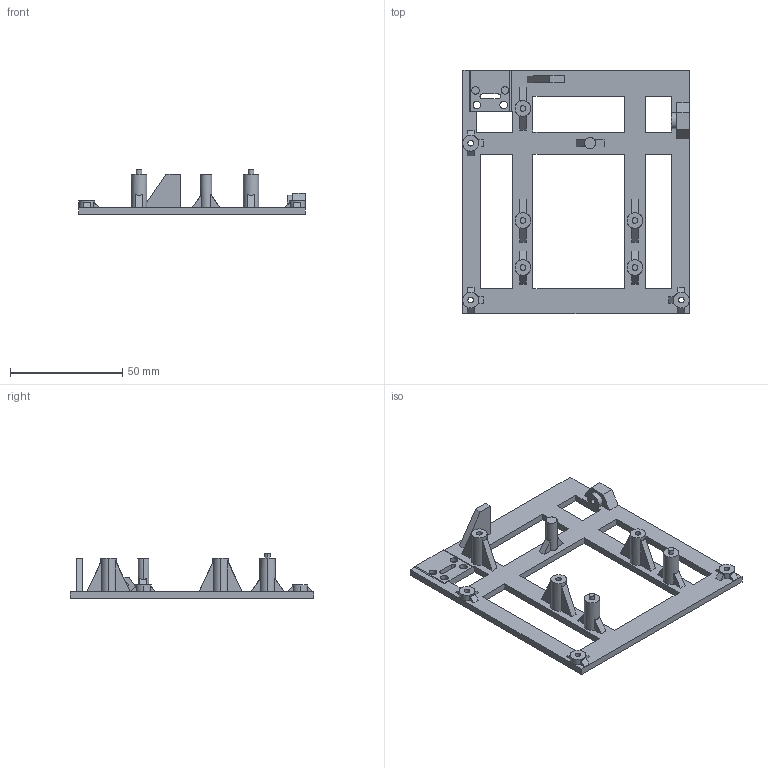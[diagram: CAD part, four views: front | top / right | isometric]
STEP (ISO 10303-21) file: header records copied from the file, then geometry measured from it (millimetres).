
FILE_DESCRIPTION(('STEP AP242'),'1');
FILE_NAME('Gotek_internal_a500_mounting_bracket_i2c_usb.stp','2023-12-23T12:07:36',(' '),(' '),'Spatial InterOp 3D',' ',' ');
FILE_SCHEMA(('AP242_MANAGED_MODEL_BASED_3D_ENGINEERING_MIM_LF {1 0 10303 442 1 1 4}'));
Length unit declared in the file: metre
Products named in the file (1): Solid
Bounding box: 101 x 108.5 x 20 mm (x, y, z)
Volume: 23016 mm3; surface area: 19227 mm2
Topology: 1 solids, 1 shells, 174 faces, 477 edges, 317 vertices
Faces by surface type: plane 121, cylinder 53
Entity records: 5623 total; most frequent: DIRECTION 976, CARTESIAN_POINT 969, ORIENTED_EDGE 954, EDGE_CURVE 477, LINE 328, VECTOR 328, AXIS2_PLACEMENT_3D 324, VERTEX_POINT 317
